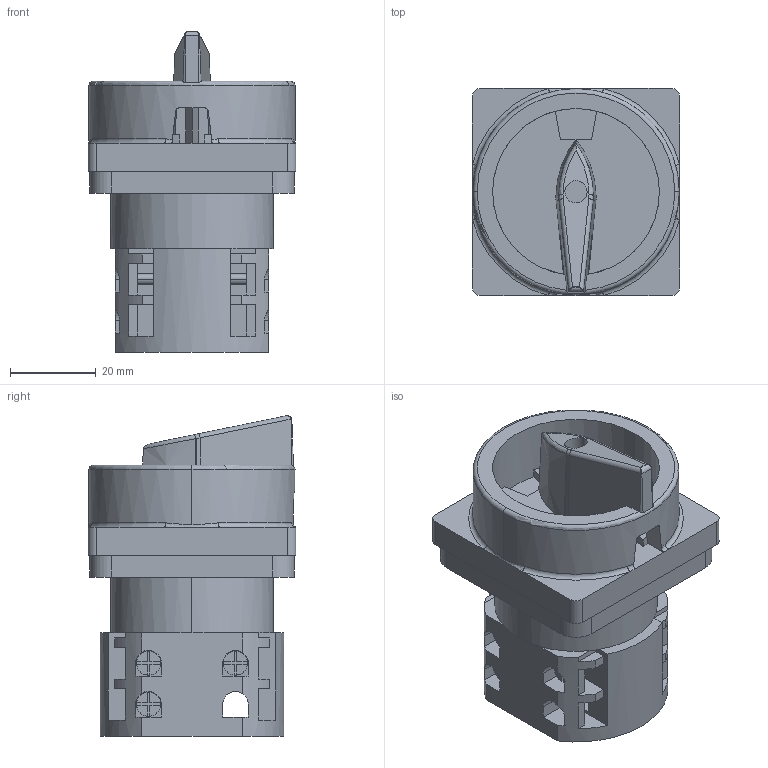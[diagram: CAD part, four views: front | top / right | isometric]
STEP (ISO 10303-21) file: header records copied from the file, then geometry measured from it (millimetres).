
FILE_DESCRIPTION (( 'STEP AP214' ), '1' );
FILE_NAME ('ÏÊÏ-10-2- ñ äûðêîé(13).STEP', '2017-12-25T06:24:28', ( 'AutoBVT' ), ( 'Microsoft' ), 'SwSTEP 2.0', 'SolidWorks 2014', '' );
FILE_SCHEMA (( 'AUTOMOTIVE_DESIGN' ));
Length unit declared in the file: millimetre
Products named in the file (1): ÏÊÏ-10-2- ñ äûðêîé(13)
Bounding box: 48.5 x 48.5 x 74.98 mm (x, y, z)
Volume: 84478.4 mm3; surface area: 20852.9 mm2
Topology: 1 solids, 1 shells, 327 faces, 915 edges, 595 vertices
Faces by surface type: plane 230, cylinder 70, bspline 13, cone 8, torus 6
Entity records: 11355 total; most frequent: CARTESIAN_POINT 2832, ORIENTED_EDGE 1826, DIRECTION 1733, EDGE_CURVE 913, LINE 595, VERTEX_POINT 595, VECTOR 595, AXIS2_PLACEMENT_3D 569
